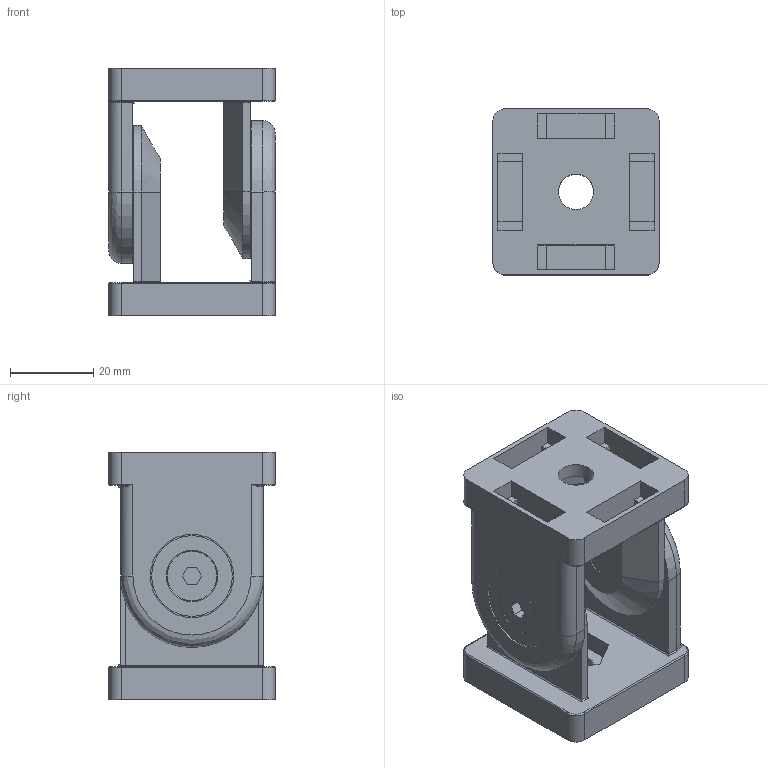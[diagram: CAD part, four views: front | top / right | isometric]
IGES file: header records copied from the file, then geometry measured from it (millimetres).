
Global section: file name: 324040.stp.ipt; native system: Autodesk Inventor 2014; preprocessor: unknown; author: zeman; date: 20151020.095933; units: millimetre
Bounding box: 40 x 40 x 59.6 mm (x, y, z)
Volume: 42258.1 mm3; surface area: 26453.4 mm2
Topology: 8 solids, 8 shells, 330 faces, 806 edges, 516 vertices
Faces by surface type: plane 200, revolution 62, cylinder 58, cone 6, bspline 4
Full cylindrical faces by diameter (mm): 1.5 x4, 6 x2, 12 x2, 13 x2, 16 x2, 19.4 x2, 25.8 x2
